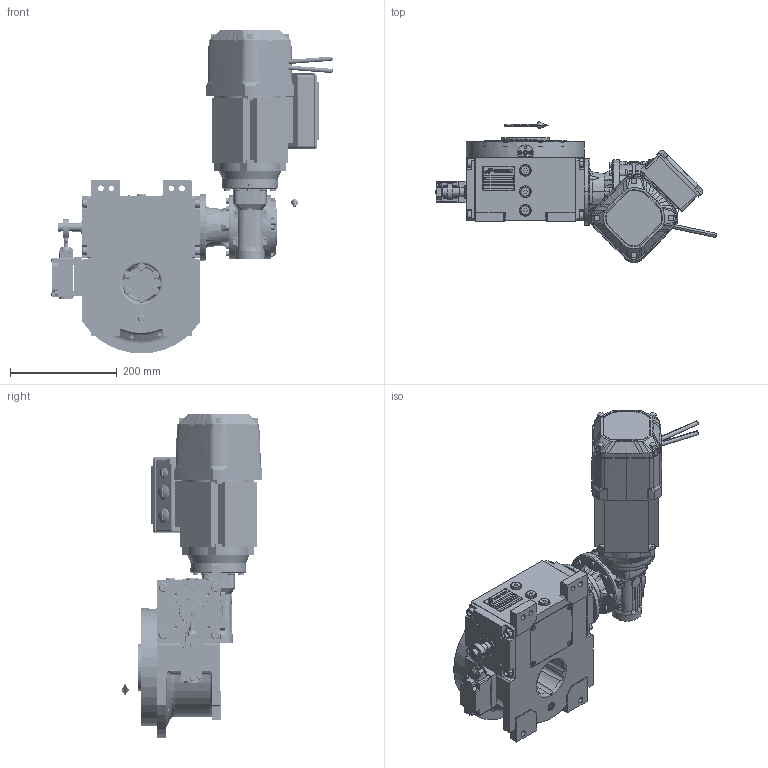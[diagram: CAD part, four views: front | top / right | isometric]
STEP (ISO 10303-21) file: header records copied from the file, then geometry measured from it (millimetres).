
FILE_DESCRIPTION (( 'STEP AP203' ), '1' );
FILE_NAME ('PC5200571.step', '2024-08-30T07:08:47', ( '' ), ( '' ), 'SwSTEP 2.0', 'SolidWorks 2020', '' );
FILE_SCHEMA (( 'CONFIG_CONTROL_DESIGN' ));
Length unit declared in the file: millimetre
Products named in the file (90): cfn2128_04_004; AS_cfn2000_01_168; cfn2000_01_124; RMI50_F1_DX_71B14; cfn2205_01_013; AS_900_38_30_003; cfn2000_01_103; rig06_015; cfn2000_01_126; AS_rig06_002_bl_010; RIG06_005_ASM^rig06_071_06_m_asm(2)_rig06_071_06_m_asm.stp; RIG06_021_AF0^RIG06_005_ASM_rig06_071_06_m_asm(2)_rig06_071_06_m_asm.stp; AS_cfn2476_01_002_60x46; cfn2107_01_001; rig06_001_a_s_027; cfn2128_19_002; cfn2151_01_109; rig06_004_s_001; cfn2476_01_002_60x46; cfn2003_01_054; AS_rig06_015; cfn2104_01_016; cfn2151_01_090; DRN71M4BE05HRFT; CFN2000_01_185^RIG06_005_ASM_rig06_071_06_m_asm(2)_rig06_071_06_m_asm.stp; olio_agip_blasia_150; 900_38_30_003; CFN2203_02_001^rig06_071_06_m_asm(2)_rig06_071_06_m_asm.stp; rig06_003_6; AS_rig06_004_s_001; cfn2115_02_161; CFN2104_02_017^RIG06_005_ASM_rig06_071_06_m_asm(2)_rig06_071_06_m_asm.stp; rig06_007_master; cfn2400_01_001; cfn2077_01_018; cfn2155_01_056; cfn2276_01_074; cfn2115_02_165; CFN2010_01_012^rig06_071_06_m_asm(2)_rig06_071_06_m_asm.stp; AS_rig06_071_6_m ...
Assembly tree (87 placements, depth 5):
  cfn2205_01_013
  cfn2151_01_109
  cfn2151_01_090
  olio_agip_blasia_150
  CFN2203_02_001^rig06_071_06_m_asm(2)_rig06_071_06_m_asm.stp
Bounding box: 527.96 x 263.95 x 606.4 mm (x, y, z)
Volume: 8314987 mm3; surface area: 1234505 mm2
Topology: 74 solids, 76 shells, 4323 faces, 11056 edges, 7068 vertices
Faces by surface type: plane 1966, cylinder 1447, cone 656, torus 189, bspline 53, sphere 12
Entity records: 152684 total; most frequent: CARTESIAN_POINT 42462, DIRECTION 21210, ORIENTED_EDGE 20960, EDGE_CURVE 10480, AXIS2_PLACEMENT_3D 7707, VERTEX_POINT 6779, VECTOR 5796, LINE 5796
